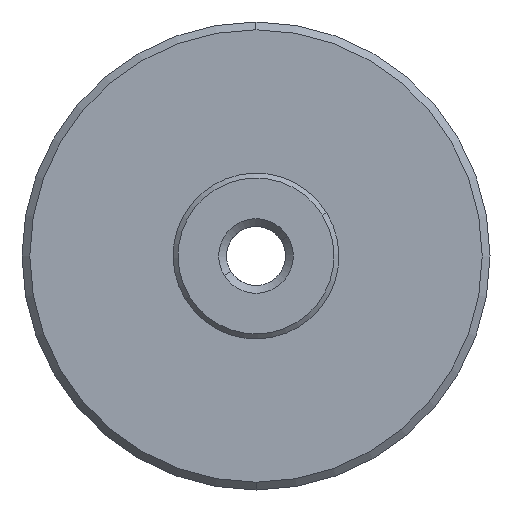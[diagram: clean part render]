
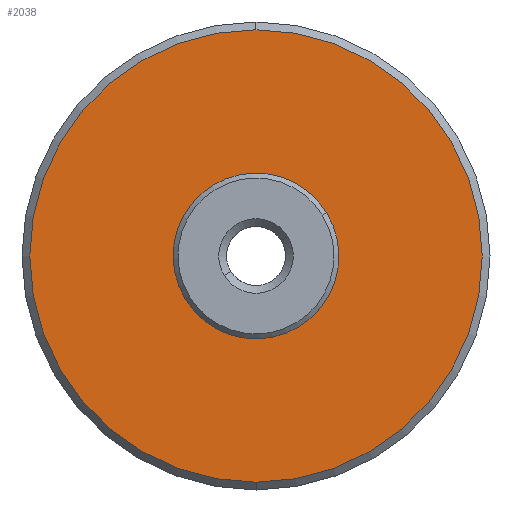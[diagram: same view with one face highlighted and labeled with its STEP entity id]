
A CAD part, left-side view. The second image highlights one B-rep face of the part: STEP entity #2038.
In plain terms, the highlighted planar face has unit normal (-1, 0, 0).
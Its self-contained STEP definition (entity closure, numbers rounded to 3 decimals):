
#1 = DIRECTION ( 'NONE',  ( 1., 0., 0. ) ) ;
#2 = CARTESIAN_POINT ( 'NONE',  ( 0., 0., 0. ) ) ;
#154 = DIRECTION ( 'NONE',  ( 0., 0., -1. ) ) ;
#164 = DIRECTION ( 'NONE',  ( 1., 0., 0. ) ) ;
#180 = CARTESIAN_POINT ( 'NONE',  ( 0., 0., 0. ) ) ;
#212 = VERTEX_POINT ( 'NONE', #2259 ) ;
#244 = DIRECTION ( 'NONE',  ( 0., 0., -1. ) ) ;
#245 = DIRECTION ( 'NONE',  ( 1., 0., 0. ) ) ;
#246 = CARTESIAN_POINT ( 'NONE',  ( 0., 0., 0. ) ) ;
#351 = PLANE ( 'NONE',  #1023 ) ;
#352 = CARTESIAN_POINT ( 'NONE',  ( 0., 23.2, 0. ) ) ;
#355 = DIRECTION ( 'NONE',  ( -1., 0., 0. ) ) ;
#359 = DIRECTION ( 'NONE',  ( 0., 0., 1. ) ) ;
#559 = CARTESIAN_POINT ( 'NONE',  ( 0., 0., 6.25 ) ) ;
#566 = CARTESIAN_POINT ( 'NONE',  ( 0., 0., -6.25 ) ) ;
#577 = CARTESIAN_POINT ( 'NONE',  ( 0., 0., -23.2 ) ) ;
#737 = EDGE_LOOP ( 'NONE', ( #1589, #1690 ) ) ;
#974 = EDGE_LOOP ( 'NONE', ( #1407, #1904 ) ) ;
#1023 = AXIS2_PLACEMENT_3D ( 'NONE', #352, #355, #359 ) ;
#1072 = AXIS2_PLACEMENT_3D ( 'NONE', #1772, #1929, #1851 ) ;
#1079 = AXIS2_PLACEMENT_3D ( 'NONE', #2, #1, #1648 ) ;
#1099 = AXIS2_PLACEMENT_3D ( 'NONE', #180, #164, #154 ) ;
#1141 = AXIS2_PLACEMENT_3D ( 'NONE', #246, #245, #244 ) ;
#1163 = FACE_BOUND ( 'NONE', #974, .T. ) ;
#1173 = FACE_OUTER_BOUND ( 'NONE', #737, .T. ) ;
#1216 = CIRCLE ( 'NONE', #1072, 23.2 ) ;
#1226 = CIRCLE ( 'NONE', #1079, 6.25 ) ;
#1271 = CIRCLE ( 'NONE', #1099, 6.25 ) ;
#1311 = CIRCLE ( 'NONE', #1141, 23.2 ) ;
#1407 = ORIENTED_EDGE ( 'NONE', *, *, #1985, .T. ) ;
#1589 = ORIENTED_EDGE ( 'NONE', *, *, #1965, .F. ) ;
#1648 = DIRECTION ( 'NONE',  ( 0., 0., -1. ) ) ;
#1690 = ORIENTED_EDGE ( 'NONE', *, *, #2011, .F. ) ;
#1772 = CARTESIAN_POINT ( 'NONE',  ( 0., 0., 0. ) ) ;
#1851 = DIRECTION ( 'NONE',  ( 0., 0., -1. ) ) ;
#1904 = ORIENTED_EDGE ( 'NONE', *, *, #2009, .T. ) ;
#1929 = DIRECTION ( 'NONE',  ( 1., 0., 0. ) ) ;
#1965 = EDGE_CURVE ( 'NONE', #2242, #212, #1311, .T. ) ;
#1985 = EDGE_CURVE ( 'NONE', #2222, #2216, #1271, .T. ) ;
#2009 = EDGE_CURVE ( 'NONE', #2216, #2222, #1226, .T. ) ;
#2011 = EDGE_CURVE ( 'NONE', #212, #2242, #1216, .T. ) ;
#2038 = ADVANCED_FACE ( 'NONE', ( #1163, #1173 ), #351, .T. ) ;
#2216 = VERTEX_POINT ( 'NONE', #559 ) ;
#2222 = VERTEX_POINT ( 'NONE', #566 ) ;
#2242 = VERTEX_POINT ( 'NONE', #577 ) ;
#2259 = CARTESIAN_POINT ( 'NONE',  ( 0., 0., 23.2 ) ) ;
